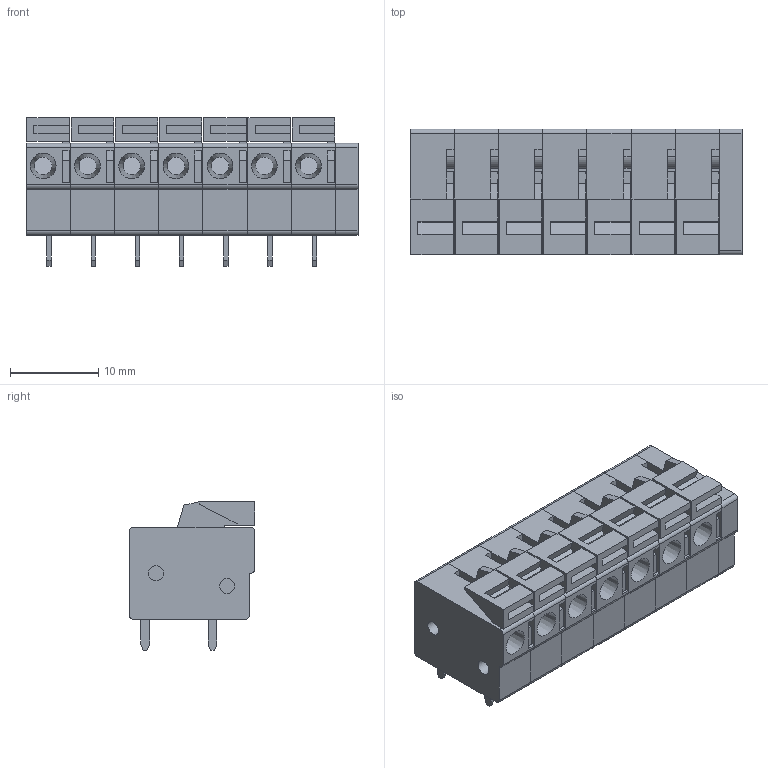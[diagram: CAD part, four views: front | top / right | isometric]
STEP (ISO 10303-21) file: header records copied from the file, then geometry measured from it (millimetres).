
FILE_DESCRIPTION( ( 'Unknown' ), '1' );
FILE_NAME( '691401710007B.stp', 'Unknown', ( 'Unknown' ), ( 'Unknown' ), 'PSStep 17.0.49', 'Unknown', ' ' );
FILE_SCHEMA( ( 'AUTOMOTIVE_DESIGN { 1 0 10303 214 1 1 1 1 }' ) );
Length unit declared in the file: millimetre
Products named in the file (7): 6914017100xx_MODULE; 6914017100xx; 6914017100xx_LAME; 6914017100xx_LEVIER; Assem1; 6914017100xx_CAPOT
Assembly tree (12 placements, depth 3):
  Assem1
    6914017100xx_CAPOT
    6914017100xx_MODULE  x7
      6914017100xx
      6914017100xx
      6914017100xx_LAME
      6914017100xx_LEVIER
Bounding box: 37.54 x 14.21 x 16.8 mm (x, y, z)
Volume: 3503.1 mm3; surface area: 10960 mm2
Topology: 29 solids, 29 shells, 1248 faces, 3344 edges, 2192 vertices
Faces by surface type: plane 1008, cylinder 233, cone 7
Full cylindrical faces by diameter (mm): 1.7 x37, 2.45 x7
Entity records: 8026 total; most frequent: CARTESIAN_POINT 1105, ORIENTED_EDGE 1064, DIRECTION 1052, EDGE_CURVE 532, LINE 448, VECTOR 448, VERTEX_POINT 355, AXIS2_PLACEMENT_3D 302
